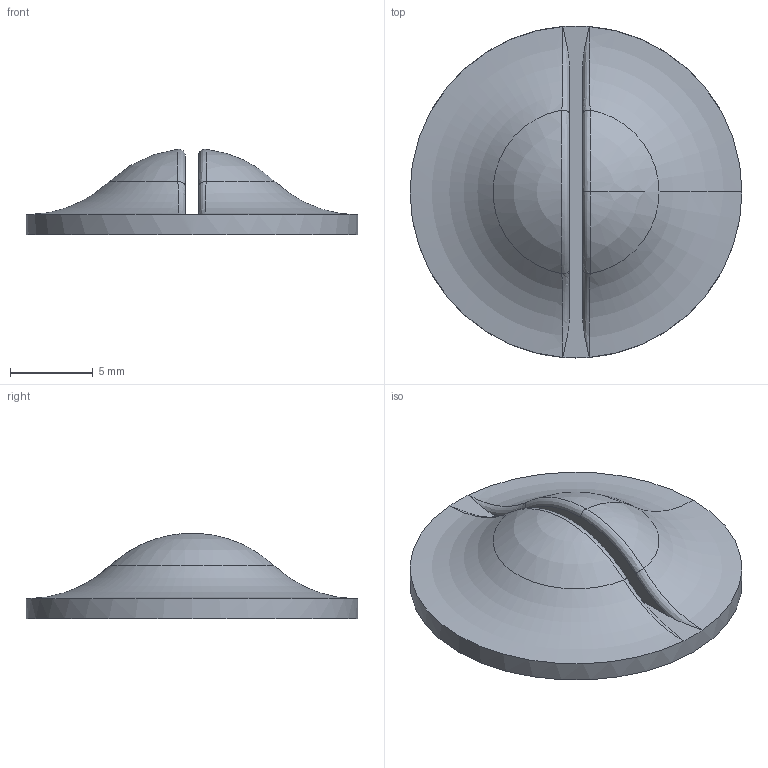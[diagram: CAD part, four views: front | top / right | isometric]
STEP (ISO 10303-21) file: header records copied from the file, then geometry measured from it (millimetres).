
FILE_DESCRIPTION(('FreeCAD Model'),'2;1');
FILE_NAME('arkham_horror_investigator_stand.step','2023-04-12T15:02:40',(''),(''), 'Open CASCADE STEP processor 7.6','FreeCAD','Unknown');
FILE_SCHEMA(('AUTOMOTIVE_DESIGN { 1 0 10303 214 1 1 1 1 }'));
Length unit declared in the file: millimetre
Products named in the file (1): Stand
Bounding box: 20 x 20 x 5.15 mm (x, y, z)
Volume: 705.2 mm3; surface area: 806.4 mm2
Topology: 1 solids, 1 shells, 18 faces, 41 edges, 25 vertices
Faces by surface type: bspline 7, plane 4, torus 3, sphere 3, cylinder 1
Full cylindrical faces by diameter (mm): 20 x1
Entity records: 3197 total; most frequent: CARTESIAN_POINT 2447, DIRECTION 112, ORIENTED_EDGE 82, PCURVE 82, DEFINITIONAL_REPRESENTATION 82, LINE 51, VECTOR 51, EDGE_CURVE 41
